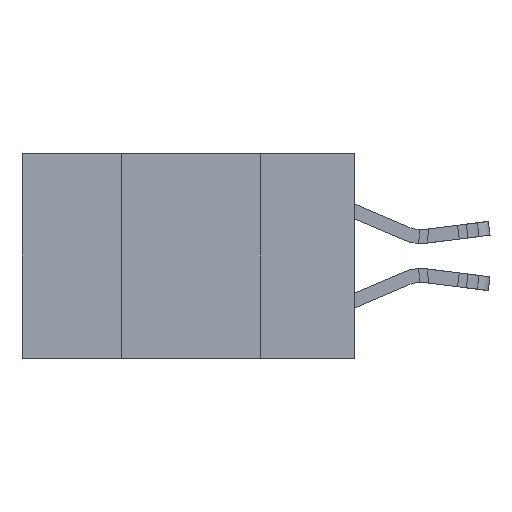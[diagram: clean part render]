
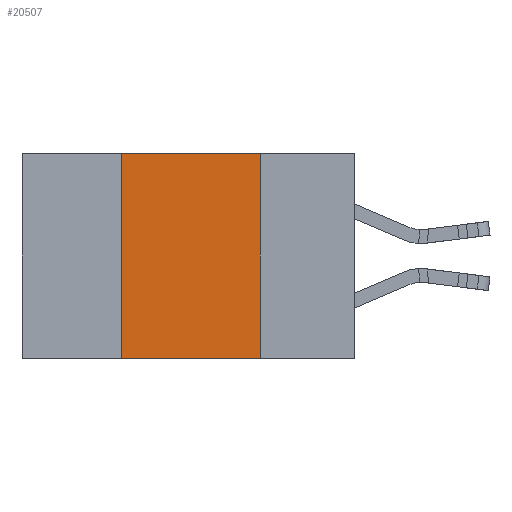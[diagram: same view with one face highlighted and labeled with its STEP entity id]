
A CAD part, left-side view. The second image highlights one B-rep face of the part: STEP entity #20507.
In plain terms, the highlighted planar face has unit normal (-1, 0, 0).
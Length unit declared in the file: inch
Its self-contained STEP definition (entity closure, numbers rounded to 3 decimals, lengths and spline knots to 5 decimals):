
#1036 = VECTOR ( 'NONE', #2145, 39.37008 ) ;
#1402 = ORIENTED_EDGE ( 'NONE', *, *, #20357, .T. ) ;
#1572 = CARTESIAN_POINT ( 'NONE',  ( 0., 0.42, -0.37 ) ) ;
#2145 = DIRECTION ( 'NONE',  ( 0., -1., 0. ) ) ;
#3393 = DIRECTION ( 'NONE',  ( 0., -1., 0. ) ) ;
#4458 = VERTEX_POINT ( 'NONE', #29754 ) ;
#4784 = ORIENTED_EDGE ( 'NONE', *, *, #11906, .F. ) ;
#5823 = LINE ( 'NONE', #23507, #16598 ) ;
#6676 = LINE ( 'NONE', #12724, #29857 ) ;
#8550 = FACE_OUTER_BOUND ( 'NONE', #24240, .T. ) ;
#10940 = AXIS2_PLACEMENT_3D ( 'NONE', #16919, #14406, #26537 ) ;
#11906 = EDGE_CURVE ( 'NONE', #25352, #29775, #17474, .T. ) ;
#11920 = CARTESIAN_POINT ( 'NONE',  ( 0., 0.6, -0.37 ) ) ;
#11954 = ORIENTED_EDGE ( 'NONE', *, *, #26798, .F. ) ;
#12724 = CARTESIAN_POINT ( 'NONE',  ( 0., 0.6, 0. ) ) ;
#13840 = CARTESIAN_POINT ( 'NONE',  ( 0., 0.17, 0. ) ) ;
#14406 = DIRECTION ( 'NONE',  ( 1., 0., 0. ) ) ;
#16598 = VECTOR ( 'NONE', #25999, 39.37008 ) ;
#16801 = CARTESIAN_POINT ( 'NONE',  ( 0., 0.42, 0. ) ) ;
#16919 = CARTESIAN_POINT ( 'NONE',  ( 0., 0.6, 0. ) ) ;
#17474 = LINE ( 'NONE', #26420, #27558 ) ;
#19324 = DIRECTION ( 'NONE',  ( 0., 0., 1. ) ) ;
#19344 = PLANE ( 'NONE',  #10940 ) ;
#20004 = ORIENTED_EDGE ( 'NONE', *, *, #30282, .F. ) ;
#20357 = EDGE_CURVE ( 'NONE', #25352, #4458, #28730, .T. ) ;
#20507 = ADVANCED_FACE ( 'NONE', ( #8550 ), #19344, .F. ) ;
#23507 = CARTESIAN_POINT ( 'NONE',  ( 0., 0.17, 0. ) ) ;
#24240 = EDGE_LOOP ( 'NONE', ( #20004, #11954, #4784, #1402 ) ) ;
#25352 = VERTEX_POINT ( 'NONE', #1572 ) ;
#25999 = DIRECTION ( 'NONE',  ( 0., 0., -1. ) ) ;
#26420 = CARTESIAN_POINT ( 'NONE',  ( 0., 0.42, 0. ) ) ;
#26537 = DIRECTION ( 'NONE',  ( 0., 0., -1. ) ) ;
#26798 = EDGE_CURVE ( 'NONE', #29775, #29351, #6676, .T. ) ;
#27558 = VECTOR ( 'NONE', #19324, 39.37008 ) ;
#28730 = LINE ( 'NONE', #11920, #1036 ) ;
#29351 = VERTEX_POINT ( 'NONE', #13840 ) ;
#29754 = CARTESIAN_POINT ( 'NONE',  ( 0., 0.17, -0.37 ) ) ;
#29775 = VERTEX_POINT ( 'NONE', #16801 ) ;
#29857 = VECTOR ( 'NONE', #3393, 39.37008 ) ;
#30282 = EDGE_CURVE ( 'NONE', #29351, #4458, #5823, .T. ) ;
